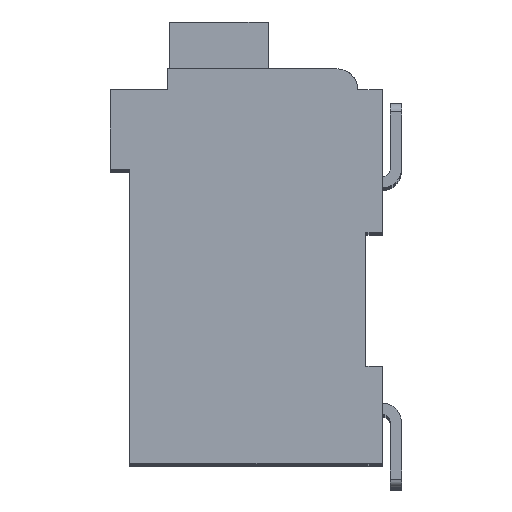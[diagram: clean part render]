
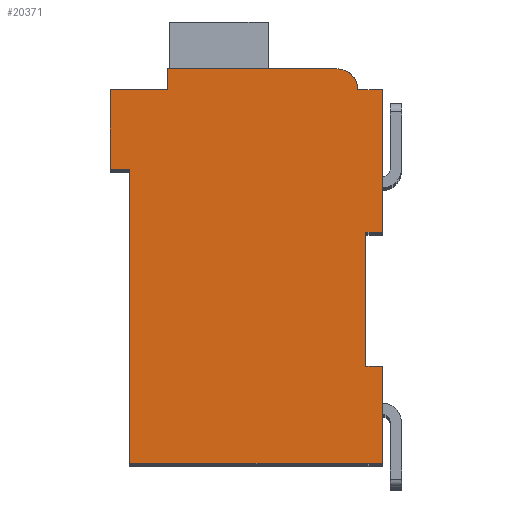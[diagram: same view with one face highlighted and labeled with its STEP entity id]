
A CAD part, top view. The second image highlights one B-rep face of the part: STEP entity #20371.
In plain terms, the highlighted planar face has unit normal (0, 0, 1).
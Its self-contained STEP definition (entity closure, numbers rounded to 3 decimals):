
#3684=DIRECTION('',(1.,0.,0.));
#3685=VECTOR('',#3684,0.5);
#3686=CARTESIAN_POINT('',(7.3,7.15,2.1));
#3687=LINE('',#3686,#3685);
#3688=DIRECTION('',(0.,1.,0.));
#3689=VECTOR('',#3688,4.15);
#3690=CARTESIAN_POINT('',(7.3,3.,2.1));
#3691=LINE('',#3690,#3689);
#3692=DIRECTION('',(-1.,0.,0.));
#3693=VECTOR('',#3692,0.5);
#3694=CARTESIAN_POINT('',(7.8,3.,2.1));
#3695=LINE('',#3694,#3693);
#3696=DIRECTION('',(0.,1.,0.));
#3697=VECTOR('',#3696,3.);
#3698=CARTESIAN_POINT('',(7.8,0.,2.1));
#3699=LINE('',#3698,#3697);
#3700=DIRECTION('',(1.,0.,0.));
#3701=VECTOR('',#3700,7.8);
#3702=CARTESIAN_POINT('',(0.,0.,2.1));
#3703=LINE('',#3702,#3701);
#3704=DIRECTION('',(0.,-1.,0.));
#3705=VECTOR('',#3704,9.1);
#3706=CARTESIAN_POINT('',(0.,9.1,2.1));
#3707=LINE('',#3706,#3705);
#3708=DIRECTION('',(1.,0.,0.));
#3709=VECTOR('',#3708,0.6);
#3710=CARTESIAN_POINT('',(-0.6,9.1,2.1));
#3711=LINE('',#3710,#3709);
#3712=DIRECTION('',(0.,-1.,0.));
#3713=VECTOR('',#3712,2.45);
#3714=CARTESIAN_POINT('',(-0.6,11.55,2.1));
#3715=LINE('',#3714,#3713);
#3716=DIRECTION('',(-1.,0.,0.));
#3717=VECTOR('',#3716,1.75);
#3718=CARTESIAN_POINT('',(1.15,11.55,2.1));
#3719=LINE('',#3718,#3717);
#3720=DIRECTION('',(0.,-1.,0.));
#3721=VECTOR('',#3720,0.65);
#3722=CARTESIAN_POINT('',(1.15,12.2,2.1));
#3723=LINE('',#3722,#3721);
#3724=DIRECTION('',(-1.,0.,0.));
#3725=VECTOR('',#3724,5.25);
#3726=CARTESIAN_POINT('',(6.4,12.2,2.1));
#3727=LINE('',#3726,#3725);
#3728=CARTESIAN_POINT('',(6.4,11.55,2.1));
#3729=DIRECTION('',(0.,0.,1.));
#3730=DIRECTION('',(1.,0.,0.));
#3731=AXIS2_PLACEMENT_3D('',#3728,#3729,#3730);
#3733=DIRECTION('',(-1.,0.,0.));
#3734=VECTOR('',#3733,0.75);
#3735=CARTESIAN_POINT('',(7.8,11.55,2.1));
#3736=LINE('',#3735,#3734);
#3737=DIRECTION('',(0.,1.,0.));
#3738=VECTOR('',#3737,4.4);
#3739=CARTESIAN_POINT('',(7.8,7.15,2.1));
#3740=LINE('',#3739,#3738);
#13203=CARTESIAN_POINT('',(7.3,7.15,2.1));
#13204=CARTESIAN_POINT('',(7.8,7.15,2.1));
#13205=VERTEX_POINT('',#13203);
#13206=VERTEX_POINT('',#13204);
#13207=CARTESIAN_POINT('',(7.8,11.55,2.1));
#13208=VERTEX_POINT('',#13207);
#13209=CARTESIAN_POINT('',(7.05,11.55,2.1));
#13210=VERTEX_POINT('',#13209);
#13211=CARTESIAN_POINT('',(6.4,12.2,2.1));
#13212=VERTEX_POINT('',#13211);
#13213=CARTESIAN_POINT('',(1.15,12.2,2.1));
#13214=VERTEX_POINT('',#13213);
#13215=CARTESIAN_POINT('',(1.15,11.55,2.1));
#13216=VERTEX_POINT('',#13215);
#13217=CARTESIAN_POINT('',(-0.6,11.55,2.1));
#13218=VERTEX_POINT('',#13217);
#13219=CARTESIAN_POINT('',(-0.6,9.1,2.1));
#13220=VERTEX_POINT('',#13219);
#13221=CARTESIAN_POINT('',(0.,9.1,2.1));
#13222=VERTEX_POINT('',#13221);
#13223=CARTESIAN_POINT('',(0.,0.,2.1));
#13224=VERTEX_POINT('',#13223);
#13225=CARTESIAN_POINT('',(7.8,0.,2.1));
#13226=VERTEX_POINT('',#13225);
#13227=CARTESIAN_POINT('',(7.8,3.,2.1));
#13228=VERTEX_POINT('',#13227);
#13229=CARTESIAN_POINT('',(7.3,3.,2.1));
#13230=VERTEX_POINT('',#13229);
#20347=CARTESIAN_POINT('',(0.,0.,2.1));
#20348=DIRECTION('',(0.,0.,1.));
#20349=DIRECTION('',(1.,0.,0.));
#20350=AXIS2_PLACEMENT_3D('',#20347,#20348,#20349);
#20351=PLANE('',#20350);
#20352=ORIENTED_EDGE('',*,*,#17308,.F.);
#20353=ORIENTED_EDGE('',*,*,#17973,.F.);
#20355=ORIENTED_EDGE('',*,*,#20354,.F.);
#20357=ORIENTED_EDGE('',*,*,#20356,.F.);
#20359=ORIENTED_EDGE('',*,*,#20358,.F.);
#20360=ORIENTED_EDGE('',*,*,#18490,.F.);
#20361=ORIENTED_EDGE('',*,*,#18626,.F.);
#20362=ORIENTED_EDGE('',*,*,#18870,.F.);
#20363=ORIENTED_EDGE('',*,*,#19119,.F.);
#20364=ORIENTED_EDGE('',*,*,#19188,.F.);
#20365=ORIENTED_EDGE('',*,*,#19564,.F.);
#20366=ORIENTED_EDGE('',*,*,#20121,.F.);
#20367=ORIENTED_EDGE('',*,*,#19985,.F.);
#20368=ORIENTED_EDGE('',*,*,#17669,.F.);
#20369=EDGE_LOOP('',(#20352,#20353,#20355,#20357,#20359,#20360,#20361,#20362,
#20363,#20364,#20365,#20366,#20367,#20368));
#20370=FACE_OUTER_BOUND('',#20369,.F.);
#3732=CIRCLE('',#3731,0.65);
#17308=EDGE_CURVE('',#13205,#13206,#3687,.T.);
#17669=EDGE_CURVE('',#13206,#13208,#3740,.T.);
#17973=EDGE_CURVE('',#13230,#13205,#3691,.T.);
#18490=EDGE_CURVE('',#13222,#13224,#3707,.T.);
#18626=EDGE_CURVE('',#13220,#13222,#3711,.T.);
#18870=EDGE_CURVE('',#13218,#13220,#3715,.T.);
#19119=EDGE_CURVE('',#13216,#13218,#3719,.T.);
#19188=EDGE_CURVE('',#13214,#13216,#3723,.T.);
#19564=EDGE_CURVE('',#13212,#13214,#3727,.T.);
#19985=EDGE_CURVE('',#13208,#13210,#3736,.T.);
#20121=EDGE_CURVE('',#13210,#13212,#3732,.T.);
#20354=EDGE_CURVE('',#13228,#13230,#3695,.T.);
#20356=EDGE_CURVE('',#13226,#13228,#3699,.T.);
#20358=EDGE_CURVE('',#13224,#13226,#3703,.T.);
#20371=ADVANCED_FACE('',(#20370),#20351,.T.);
